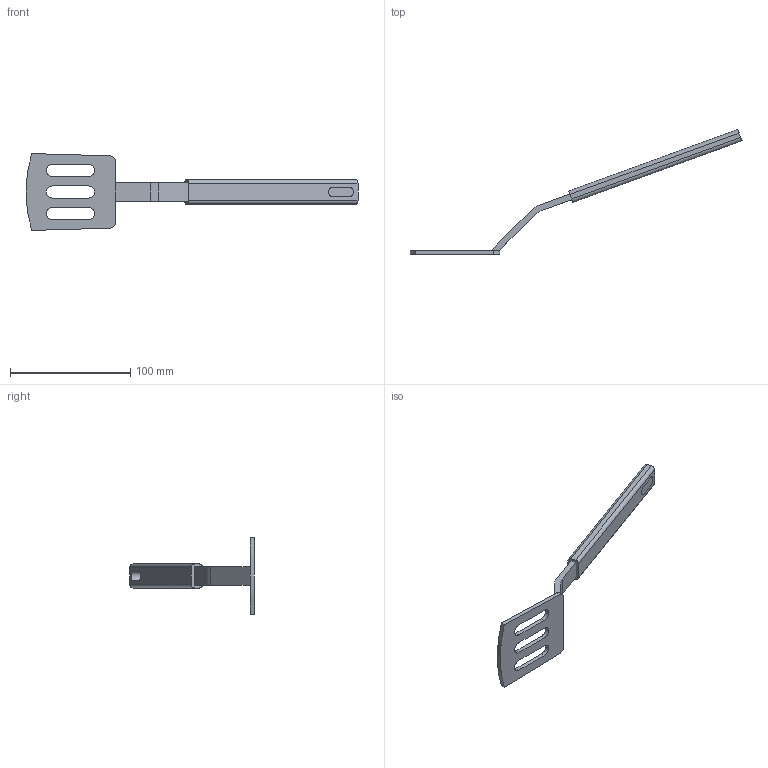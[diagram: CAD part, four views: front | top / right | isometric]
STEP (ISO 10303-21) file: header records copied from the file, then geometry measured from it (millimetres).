
FILE_DESCRIPTION((('zoo.dev export')), '2;1');
FILE_NAME('dump.step', '2024-10-25T17:22:16.929390509+00:00', ('Author unknown'), ('Organization unknown'), 'zoo.dev beta', 'zoo.dev', 'Authorization unknown');
FILE_SCHEMA(('AP203_CONFIGURATION_CONTROLLED_3D_DESIGN_OF_MECHANICAL_PARTS_AND_ASSEMBLIES_MIM_LF'));
Length unit declared in the file: metre
Products named in the file (3): UNIDENTIFIED_PRODUCT
Bounding box: 276.58 x 103.93 x 64 mm (x, y, z)
Volume: 54005.8 mm3; surface area: 25933.1 mm2
Topology: 3 solids, 3 shells, 47 faces, 120 edges, 80 vertices
Faces by surface type: plane 30, cylinder 17
Entity records: 1421 total; most frequent: CARTESIAN_POINT 247, ORIENTED_EDGE 240, DIRECTION 218, EDGE_CURVE 120, VECTOR 86, LINE 86, AXIS2_PLACEMENT_3D 81, VERTEX_POINT 80
